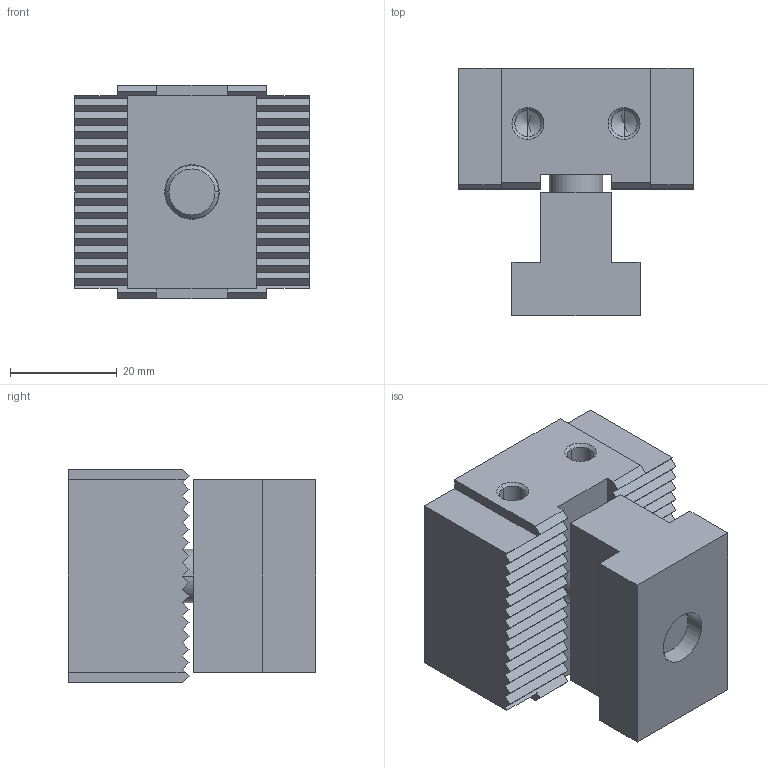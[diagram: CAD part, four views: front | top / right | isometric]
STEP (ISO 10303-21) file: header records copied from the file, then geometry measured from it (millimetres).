
FILE_DESCRIPTION(('STEP AP214'),'1');
FILE_NAME('HALDERV_EH_1586_080.stp','2017-11-08T13:05:19',('TraceParts'),('TraceParts S.A.'),'Spatial InterOp 3D',' ',' ');
FILE_SCHEMA(('automotive_design'));
Length unit declared in the file: millimetre
Products named in the file (3): HALDERV_EH_1586_080_1; HALDERV_EH_1586_080_2; HALDERV_EH_1586_080_3
Bounding box: 44 x 46.4 x 40 mm (x, y, z)
Volume: 49836.6 mm3; surface area: 15712.1 mm2
Topology: 3 solids, 3 shells, 159 faces, 413 edges, 263 vertices
Faces by surface type: plane 105, cylinder 26, cone 26, torus 2
Entity records: 6074 total; most frequent: CARTESIAN_POINT 830, ORIENTED_EDGE 810, DIRECTION 806, EDGE_CURVE 405, LINE 328, VECTOR 328, VERTEX_POINT 263, AXIS2_PLACEMENT_3D 239
